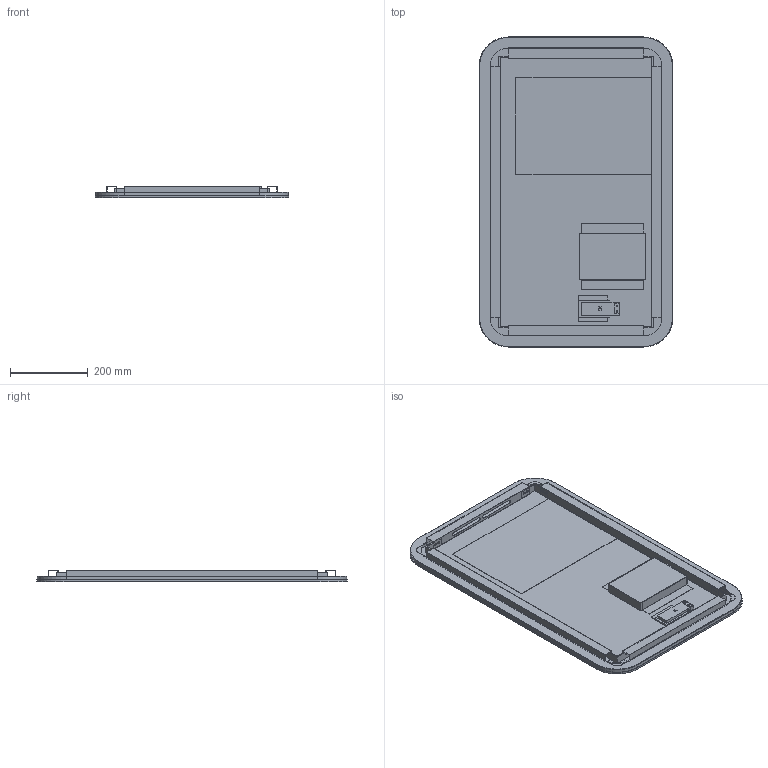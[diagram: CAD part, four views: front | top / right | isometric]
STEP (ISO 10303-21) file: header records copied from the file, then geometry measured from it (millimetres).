
FILE_DESCRIPTION((''),'2;1');
FILE_NAME('MLE5080-X_ASM','2019-02-18T',('Administrator'),(''),'PRO/ENGINEER BY PARAMETRIC TECHNOLOGY CORPORATION, 2010480','PRO/ENGINEER BY PARAMETRIC TECHNOLOGY CORPORATION, 2010480','');
FILE_SCHEMA(('CONFIG_CONTROL_DESIGN'));
Length unit declared in the file: millimetre
Products named in the file (33): PRT0081; PRT0082; PRT0083; PRT0084; ASM0002_ASM_ASM; PRT0085; MANIFOLD_SOLID_BREP_4305; MANIFOLD_SOLID_BREP_4817; MANIFOLD_SOLID_BREP_5329; MANIFOLD_SOLID_BREP_5841; ASM0003_ASM_ASM; PRT0086; MANIFOLD_SOLID_BREP_6264; MANIFOLD_SOLID_BREP_6480; ASM0004_ASM_ASM; PRT0087; PRT0088; PRT0089; PRT0090; PRT0091; MANIFOLD_SOLID_BREP_12406; MANIFOLD_SOLID_BREP_12630; ASM0006_ASM_ASM; PRT0092; MANIFOLD_SOLID_BREP_13755; MANIFOLD_SOLID_BREP_14411; ASM0007_ASM_ASM; ASM0005_ASM_ASM; ASM0001_ASM_ASM; MLE5080-X_ASM_ASM_ASM; MLE5080-X_ASM_ASM; PRT0110; MLE5080-X_ASM
Assembly tree (32 placements, depth 7):
  MLE5080-X_ASM
    MLE5080-X_ASM_ASM
      MLE5080-X_ASM_ASM_ASM
        ASM0001_ASM_ASM
          PRT0081
          PRT0082
          ASM0002_ASM_ASM
            PRT0083
            PRT0084
          PRT0085
          ASM0003_ASM_ASM
            MANIFOLD_SOLID_BREP_4305
            MANIFOLD_SOLID_BREP_4817
            MANIFOLD_SOLID_BREP_5329
            MANIFOLD_SOLID_BREP_5841
          PRT0086
          ASM0004_ASM_ASM
            MANIFOLD_SOLID_BREP_6264
            MANIFOLD_SOLID_BREP_6480
          PRT0087
          PRT0088
          PRT0089
          ASM0005_ASM_ASM
            PRT0090
            PRT0091
            ASM0006_ASM_ASM
              MANIFOLD_SOLID_BREP_12406
              MANIFOLD_SOLID_BREP_12630
            PRT0092
            ASM0007_ASM_ASM
              MANIFOLD_SOLID_BREP_13755
              MANIFOLD_SOLID_BREP_14411
    PRT0110
Bounding box: 500 x 800 x 30 mm (x, y, z)
Volume: 2982746.6 mm3; surface area: 1841429.4 mm2
Topology: 23 solids, 23 shells, 485 faces, 1330 edges, 911 vertices
Faces by surface type: plane 345, cylinder 136, torus 4
Entity records: 16556 total; most frequent: CARTESIAN_POINT 2849, DIRECTION 2849, ORIENTED_EDGE 2660, EDGE_CURVE 1330, VECTOR 955, LINE 955, AXIS2_PLACEMENT_3D 947, VERTEX_POINT 911
